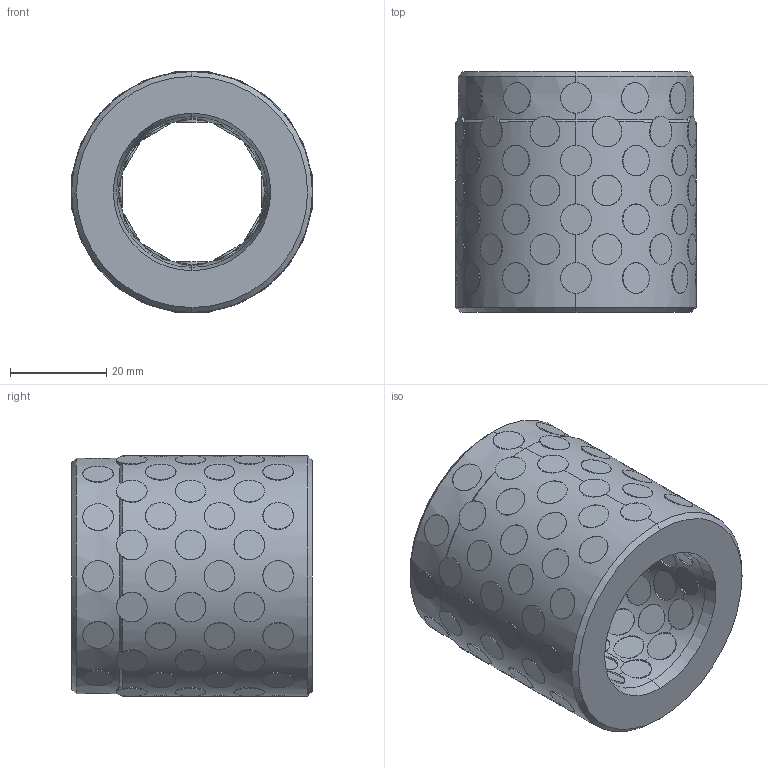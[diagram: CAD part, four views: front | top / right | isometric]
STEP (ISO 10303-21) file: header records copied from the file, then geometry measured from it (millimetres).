
FILE_DESCRIPTION (( 'STEP AP214' ), '1' );
FILE_NAME ('BBW BBF-D30-L50.STEP', '2021-10-14T03:53:43', ( '' ), ( '' ), 'SwSTEP 2.0', 'SolidWorks 2016', '' );
FILE_SCHEMA (( 'AUTOMOTIVE_DESIGN' ));
Length unit declared in the file: millimetre
Products named in the file (88): ʯī; BBW-D30-L50; BBW BBF-D30-L50
Assembly tree (85 placements, depth 2):
  ʯī
  ʯī
  ʯī
  ʯī
  BBW-D30-L50
Bounding box: 50 x 50 x 50 mm (x, y, z)
Volume: 61474.5 mm3; surface area: 48079.3 mm2
Topology: 85 solids, 85 shells, 535 faces, 1231 edges, 818 vertices
Faces by surface type: cylinder 342, plane 170, cone 19, torus 4
Entity records: 19608 total; most frequent: CARTESIAN_POINT 12233, ORIENTED_EDGE 1466, DIRECTION 927, EDGE_CURVE 733, VERTEX_POINT 486, B_SPLINE_CURVE_WITH_KNOTS 464, AXIS2_PLACEMENT_3D 366, EDGE_LOOP 325
